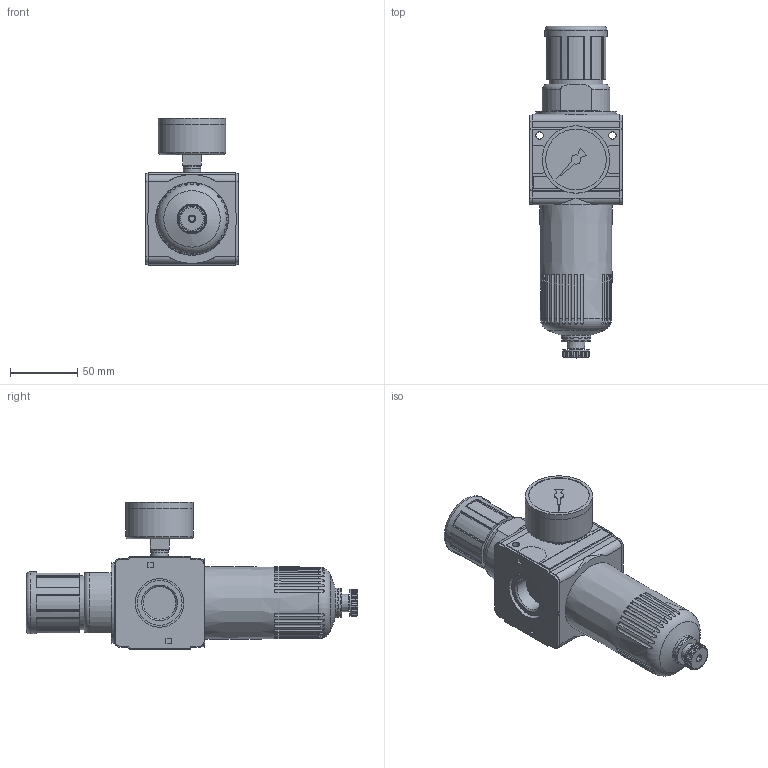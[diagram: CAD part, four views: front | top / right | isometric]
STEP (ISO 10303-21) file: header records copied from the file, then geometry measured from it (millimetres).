
FILE_DESCRIPTION( ( 'STEP AP203' ), '1' );
FILE_NAME( '9_2134_042_2_03.stp', ' ', ( ' ' ), ( ' ' ), 'PSStep 15.0.47', 'PARTsolutions', ' ' );
FILE_SCHEMA( ( 'CONFIG_CONTROL_DESIGN' ) );
Length unit declared in the file: millimetre
Products named in the file (4): 9.2134.042; _C 34-K 3-HA-00000-G; _C 34-K 3-HA-2; _C 34-K 3-HA--P1
Assembly tree (3 placements, depth 2):
  9.2134.042
    _C 34-K 3-HA-00000-G
    _C 34-K 3-HA-2
    _C 34-K 3-HA--P1
Bounding box: 68.8 x 246 x 109.1 mm (x, y, z)
Volume: 671276.8 mm3; surface area: 74497.7 mm2
Topology: 3 solids, 3 shells, 445 faces, 1199 edges, 794 vertices
Faces by surface type: plane 246, cylinder 178, cone 12, torus 8, sphere 1
Full cylindrical faces by diameter (mm): 3.2 x2, 4 x1, 5.5 x2, 9.728 x1, 11.445 x1, 13 x1, 13.157 x1, 20 x1, 22 x1, 24.117 x2, 28.6 x1, 33 x1, 33.2 x1, 36 x2, 40 x1, 45 x1, 46 x1, 49.96 x1, 50 x2, 59.5 x1
Entity records: 15606 total; most frequent: CARTESIAN_POINT 4527, ORIENTED_EDGE 2274, DIRECTION 2271, EDGE_CURVE 1137, AXIS2_PLACEMENT_3D 868, VERTEX_POINT 776, LINE 535, VECTOR 535
